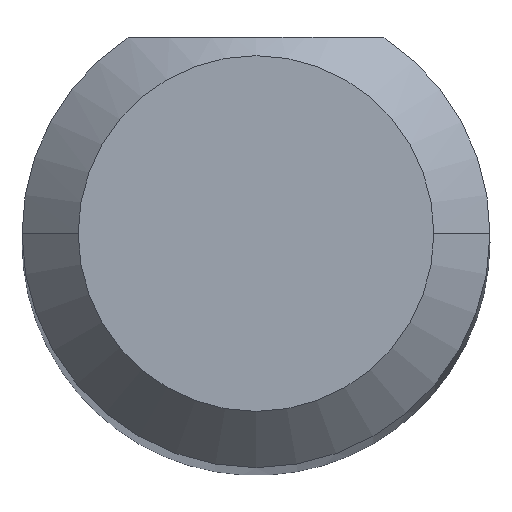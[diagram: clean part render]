
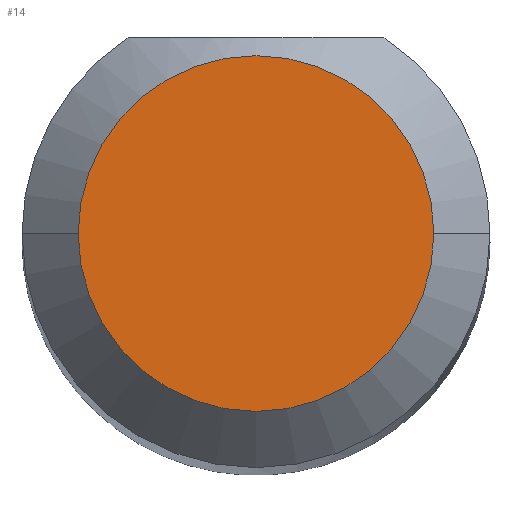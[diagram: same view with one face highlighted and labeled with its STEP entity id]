
A CAD part, top view. The second image highlights one B-rep face of the part: STEP entity #14.
In plain terms, the highlighted planar face has unit normal (0, 0, 1).
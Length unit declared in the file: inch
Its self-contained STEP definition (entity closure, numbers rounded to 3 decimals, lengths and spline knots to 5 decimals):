
#14 = ADVANCED_FACE ( 'NONE', ( #248 ), #243, .T. ) ;
#18 = ORIENTED_EDGE ( 'NONE', *, *, #409, .T. ) ;
#77 = ORIENTED_EDGE ( 'NONE', *, *, #391, .T. ) ;
#79 = DIRECTION ( 'NONE',  ( 1., 0., 0. ) ) ;
#136 = AXIS2_PLACEMENT_3D ( 'NONE', #532, #333, #453 ) ;
#216 = VERTEX_POINT ( 'NONE', #327 ) ;
#221 = EDGE_LOOP ( 'NONE', ( #77, #18 ) ) ;
#227 = CIRCLE ( 'NONE', #136, 0.0475 ) ;
#233 = AXIS2_PLACEMENT_3D ( 'NONE', #331, #492, #79 ) ;
#243 = PLANE ( 'NONE',  #233 ) ;
#246 = DIRECTION ( 'NONE',  ( 1., 0., 0. ) ) ;
#248 = FACE_OUTER_BOUND ( 'NONE', #221, .T. ) ;
#277 = CIRCLE ( 'NONE', #350, 0.0475 ) ;
#291 = VERTEX_POINT ( 'NONE', #442 ) ;
#295 = DIRECTION ( 'NONE',  ( 0., 0., 1. ) ) ;
#327 = CARTESIAN_POINT ( 'NONE',  ( -0.0475, 0., 1.5 ) ) ;
#331 = CARTESIAN_POINT ( 'NONE',  ( 0., 0., 1.5 ) ) ;
#333 = DIRECTION ( 'NONE',  ( 0., 0., 1. ) ) ;
#337 = CARTESIAN_POINT ( 'NONE',  ( 0., 0., 1.5 ) ) ;
#350 = AXIS2_PLACEMENT_3D ( 'NONE', #337, #295, #246 ) ;
#391 = EDGE_CURVE ( 'NONE', #216, #291, #277, .T. ) ;
#409 = EDGE_CURVE ( 'NONE', #291, #216, #227, .T. ) ;
#442 = CARTESIAN_POINT ( 'NONE',  ( 0.0475, 0., 1.5 ) ) ;
#453 = DIRECTION ( 'NONE',  ( 1., 0., 0. ) ) ;
#492 = DIRECTION ( 'NONE',  ( 0., 0., 1. ) ) ;
#532 = CARTESIAN_POINT ( 'NONE',  ( 0., 0., 1.5 ) ) ;
